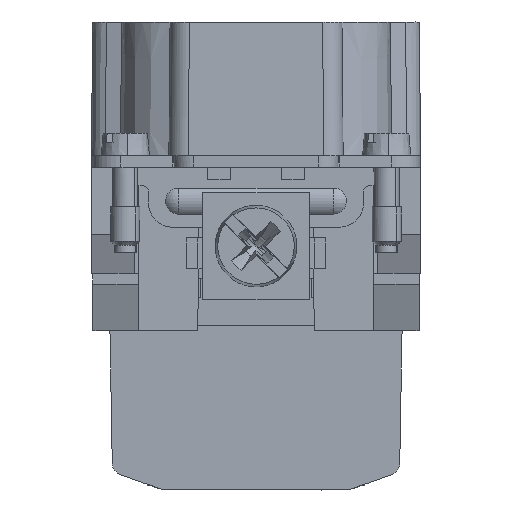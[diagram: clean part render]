
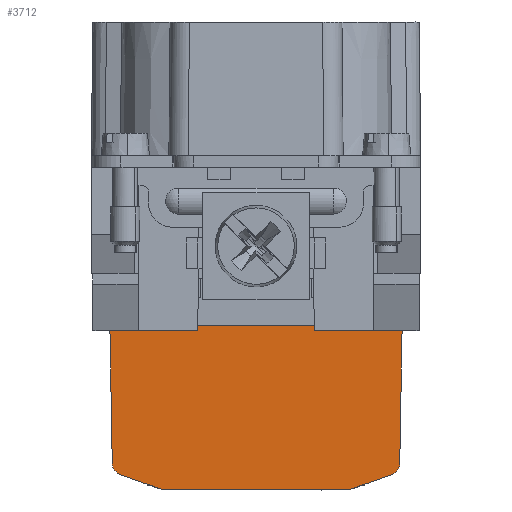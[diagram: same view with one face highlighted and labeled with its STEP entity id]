
A CAD part, front view. The second image highlights one B-rep face of the part: STEP entity #3712.
In plain terms, the highlighted planar face has unit normal (0, -1, -0.018).
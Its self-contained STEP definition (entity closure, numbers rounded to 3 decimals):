
#3609=AXIS2_PLACEMENT_3D('Plane Axis2P3D',#3606,#3607,#3608) ;
#1262=CARTESIAN_POINT('Vertex',(1.91,12.66,16.45)) ;
#1265=CARTESIAN_POINT('Line Origine',(4.549,12.66,16.45)) ;
#1269=CARTESIAN_POINT('Vertex',(7.188,12.66,16.45)) ;
#3606=CARTESIAN_POINT('Axis2P3D Location',(26.886,12.651,17.)) ;
#3611=CARTESIAN_POINT('Line Origine',(29.451,12.66,16.45)) ;
#3615=CARTESIAN_POINT('Vertex',(32.09,12.66,16.45)) ;
#3617=CARTESIAN_POINT('Vertex',(26.812,12.66,16.45)) ;
#3620=CARTESIAN_POINT('Line Origine',(26.809,12.656,16.725)) ;
#3624=CARTESIAN_POINT('Vertex',(26.807,12.651,17.)) ;
#3627=CARTESIAN_POINT('Line Origine',(17.,12.651,17.)) ;
#3631=CARTESIAN_POINT('Vertex',(7.193,12.651,17.)) ;
#3634=CARTESIAN_POINT('Line Origine',(7.191,12.656,16.725)) ;
#3639=CARTESIAN_POINT('Line Origine',(2.029,12.78,9.59)) ;
#3643=CARTESIAN_POINT('Vertex',(2.149,12.9,2.731)) ;
#3647=CARTESIAN_POINT('Control Point',(2.149,12.9,2.731)) ;
#3648=CARTESIAN_POINT('Control Point',(2.152,12.903,2.57)) ;
#3649=CARTESIAN_POINT('Control Point',(2.182,12.906,2.409)) ;
#3650=CARTESIAN_POINT('Control Point',(2.238,12.908,2.255)) ;
#3651=CARTESIAN_POINT('Control Point',(2.385,12.913,2.001)) ;
#3652=CARTESIAN_POINT('Control Point',(2.598,12.916,1.802)) ;
#3653=CARTESIAN_POINT('Control Point',(2.704,12.917,1.727)) ;
#3654=CARTESIAN_POINT('Control Point',(2.818,12.918,1.668)) ;
#3655=CARTESIAN_POINT('Control Point',(2.938,12.919,1.624)) ;
#3656=CARTESIAN_POINT('Vertex',(2.938,12.919,1.624)) ;
#3659=CARTESIAN_POINT('Line Origine',(5.169,12.933,0.812)) ;
#3663=CARTESIAN_POINT('Vertex',(7.4,12.948,0.)) ;
#3666=CARTESIAN_POINT('Line Origine',(17.,12.948,0.)) ;
#3670=CARTESIAN_POINT('Vertex',(26.6,12.948,0.)) ;
#3673=CARTESIAN_POINT('Line Origine',(28.831,12.933,0.812)) ;
#3677=CARTESIAN_POINT('Vertex',(31.062,12.919,1.624)) ;
#3681=CARTESIAN_POINT('Control Point',(31.062,12.919,1.624)) ;
#3682=CARTESIAN_POINT('Control Point',(31.213,12.918,1.679)) ;
#3683=CARTESIAN_POINT('Control Point',(31.355,12.917,1.759)) ;
#3684=CARTESIAN_POINT('Control Point',(31.482,12.915,1.863)) ;
#3685=CARTESIAN_POINT('Control Point',(31.675,12.911,2.084)) ;
#3686=CARTESIAN_POINT('Control Point',(31.793,12.907,2.35)) ;
#3687=CARTESIAN_POINT('Control Point',(31.829,12.904,2.475)) ;
#3688=CARTESIAN_POINT('Control Point',(31.849,12.902,2.603)) ;
#3689=CARTESIAN_POINT('Control Point',(31.851,12.9,2.731)) ;
#3690=CARTESIAN_POINT('Vertex',(31.851,12.9,2.731)) ;
#3693=CARTESIAN_POINT('Line Origine',(31.971,12.78,9.59)) ;
#1266=DIRECTION('Vector Direction',(-1.,0.,0.)) ;
#3607=DIRECTION('Axis2P3D Direction',(0.,-1.,-0.017)) ;
#3608=DIRECTION('Axis2P3D XDirection',(0.,-0.017,1.)) ;
#3612=DIRECTION('Vector Direction',(-1.,0.,0.)) ;
#3621=DIRECTION('Vector Direction',(0.009,0.017,-1.)) ;
#3628=DIRECTION('Vector Direction',(-1.,0.,0.)) ;
#3635=DIRECTION('Vector Direction',(0.009,-0.017,1.)) ;
#3640=DIRECTION('Vector Direction',(-0.017,-0.017,1.)) ;
#3660=DIRECTION('Vector Direction',(0.94,0.006,-0.342)) ;
#3667=DIRECTION('Vector Direction',(1.,0.,0.)) ;
#3674=DIRECTION('Vector Direction',(0.94,-0.006,0.342)) ;
#3694=DIRECTION('Vector Direction',(0.017,-0.017,1.)) ;
#1267=VECTOR('Line Direction',#1266,1.) ;
#3613=VECTOR('Line Direction',#3612,1.) ;
#3622=VECTOR('Line Direction',#3621,1.) ;
#3629=VECTOR('Line Direction',#3628,1.) ;
#3636=VECTOR('Line Direction',#3635,1.) ;
#3641=VECTOR('Line Direction',#3640,1.) ;
#3661=VECTOR('Line Direction',#3660,1.) ;
#3668=VECTOR('Line Direction',#3667,1.) ;
#3675=VECTOR('Line Direction',#3674,1.) ;
#3695=VECTOR('Line Direction',#3694,1.) ;
#3699=ORIENTED_EDGE('',*,*,#3619,.T.) ;
#3700=ORIENTED_EDGE('',*,*,#3626,.F.) ;
#3701=ORIENTED_EDGE('',*,*,#3633,.T.) ;
#3702=ORIENTED_EDGE('',*,*,#3638,.F.) ;
#3703=ORIENTED_EDGE('',*,*,#1271,.T.) ;
#3704=ORIENTED_EDGE('',*,*,#3645,.F.) ;
#3705=ORIENTED_EDGE('',*,*,#3658,.T.) ;
#3706=ORIENTED_EDGE('',*,*,#3665,.T.) ;
#3707=ORIENTED_EDGE('',*,*,#3672,.T.) ;
#3708=ORIENTED_EDGE('',*,*,#3679,.T.) ;
#3709=ORIENTED_EDGE('',*,*,#3692,.T.) ;
#3710=ORIENTED_EDGE('',*,*,#3697,.T.) ;
#3712=ADVANCED_FACE('Hauptkoerper',(#3711),#3610,.T.) ;
#3646=B_SPLINE_CURVE_WITH_KNOTS('',5,(#3647,#3648,#3649,#3650,#3651,#3652,#3653,#3654,#3655),.UNSPECIFIED.,.F.,.U.,(6,3,6),(0.,1.143,2.052),.UNSPECIFIED.) ;
#3680=B_SPLINE_CURVE_WITH_KNOTS('',5,(#3681,#3682,#3683,#3684,#3685,#3686,#3687,#3688,#3689),.UNSPECIFIED.,.F.,.U.,(6,3,6),(0.,1.143,2.052),.UNSPECIFIED.) ;
#1271=EDGE_CURVE('',#1270,#1263,#1268,.T.) ;
#3619=EDGE_CURVE('',#3616,#3618,#3614,.T.) ;
#3626=EDGE_CURVE('',#3625,#3618,#3623,.T.) ;
#3633=EDGE_CURVE('',#3625,#3632,#3630,.T.) ;
#3638=EDGE_CURVE('',#1270,#3632,#3637,.T.) ;
#3645=EDGE_CURVE('',#3644,#1263,#3642,.T.) ;
#3658=EDGE_CURVE('',#3644,#3657,#3646,.T.) ;
#3665=EDGE_CURVE('',#3657,#3664,#3662,.T.) ;
#3672=EDGE_CURVE('',#3664,#3671,#3669,.T.) ;
#3679=EDGE_CURVE('',#3671,#3678,#3676,.T.) ;
#3692=EDGE_CURVE('',#3678,#3691,#3680,.T.) ;
#3697=EDGE_CURVE('',#3691,#3616,#3696,.T.) ;
#3698=EDGE_LOOP('',(#3699,#3700,#3701,#3702,#3703,#3704,#3705,#3706,#3707,#3708,#3709,#3710)) ;
#3711=FACE_OUTER_BOUND('',#3698,.T.) ;
#1268=LINE('Line',#1265,#1267) ;
#3614=LINE('Line',#3611,#3613) ;
#3623=LINE('Line',#3620,#3622) ;
#3630=LINE('Line',#3627,#3629) ;
#3637=LINE('Line',#3634,#3636) ;
#3642=LINE('Line',#3639,#3641) ;
#3662=LINE('Line',#3659,#3661) ;
#3669=LINE('Line',#3666,#3668) ;
#3676=LINE('Line',#3673,#3675) ;
#3696=LINE('Line',#3693,#3695) ;
#3610=PLANE('',#3609) ;
#1263=VERTEX_POINT('',#1262) ;
#1270=VERTEX_POINT('',#1269) ;
#3616=VERTEX_POINT('',#3615) ;
#3618=VERTEX_POINT('',#3617) ;
#3625=VERTEX_POINT('',#3624) ;
#3632=VERTEX_POINT('',#3631) ;
#3644=VERTEX_POINT('',#3643) ;
#3657=VERTEX_POINT('',#3656) ;
#3664=VERTEX_POINT('',#3663) ;
#3671=VERTEX_POINT('',#3670) ;
#3678=VERTEX_POINT('',#3677) ;
#3691=VERTEX_POINT('',#3690) ;
